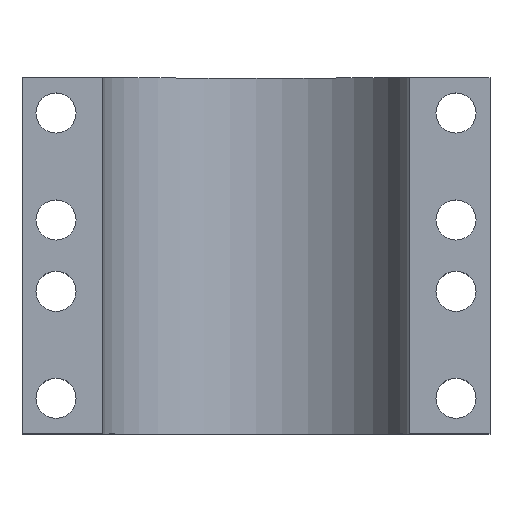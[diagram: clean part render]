
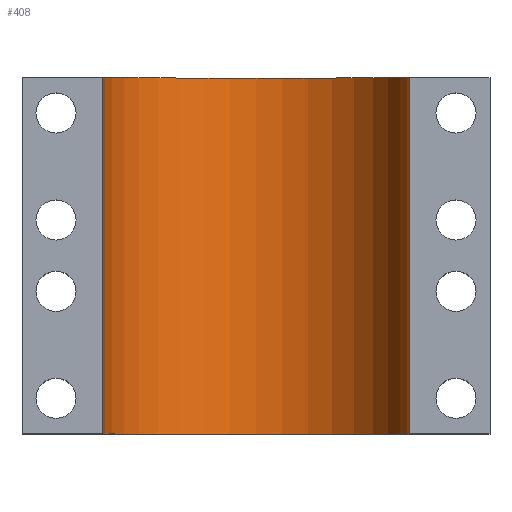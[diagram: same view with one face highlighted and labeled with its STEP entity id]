
A CAD part, top view. The second image highlights one B-rep face of the part: STEP entity #408.
In plain terms, the highlighted cylindrical face has radius 34.5 mm (diameter 69 mm), a partial arc.
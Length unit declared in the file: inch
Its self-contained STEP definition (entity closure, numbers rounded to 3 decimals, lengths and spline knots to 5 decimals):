
#56=FACE_OUTER_BOUND('',#88,.T.);
#88=EDGE_LOOP('',(#347,#348,#349,#350));
#125=LINE('',#668,#159);
#126=LINE('',#674,#160);
#159=VECTOR('',#543,0.3937);
#160=VECTOR('',#550,0.3937);
#178=CIRCLE('',#446,1.35827);
#180=CIRCLE('',#449,1.35827);
#204=VERTEX_POINT('',#633);
#205=VERTEX_POINT('',#635);
#214=VERTEX_POINT('',#654);
#215=VERTEX_POINT('',#656);
#244=EDGE_CURVE('',#204,#205,#178,.T.);
#254=EDGE_CURVE('',#214,#215,#180,.T.);
#261=EDGE_CURVE('',#215,#204,#125,.F.);
#264=EDGE_CURVE('',#205,#214,#126,.F.);
#347=ORIENTED_EDGE('',*,*,#261,.F.);
#348=ORIENTED_EDGE('',*,*,#254,.F.);
#349=ORIENTED_EDGE('',*,*,#264,.F.);
#350=ORIENTED_EDGE('',*,*,#244,.F.);
#391=CYLINDRICAL_SURFACE('',#461,1.35827);
#408=ADVANCED_FACE('',(#56),#391,.F.);
#446=AXIS2_PLACEMENT_3D('',#636,#515,#516);
#449=AXIS2_PLACEMENT_3D('',#657,#529,#530);
#461=AXIS2_PLACEMENT_3D('',#685,#562,#563);
#515=DIRECTION('center_axis',(0.,-1.,0.));
#516=DIRECTION('ref_axis',(1.,0.,0.));
#529=DIRECTION('center_axis',(0.,1.,0.));
#530=DIRECTION('ref_axis',(1.,0.,0.));
#543=DIRECTION('',(0.,-1.,0.));
#550=DIRECTION('',(0.,1.,0.));
#562=DIRECTION('center_axis',(0.,-1.,0.));
#563=DIRECTION('ref_axis',(1.,0.,0.));
#633=CARTESIAN_POINT('',(0.26589,4.31213,-2.93307));
#635=CARTESIAN_POINT('',(2.98214,4.31213,-2.93307));
#636=CARTESIAN_POINT('Origin',(1.62402,4.31213,-2.91339));
#654=CARTESIAN_POINT('',(2.98214,1.16646,-2.93307));
#656=CARTESIAN_POINT('',(0.26589,1.16646,-2.93307));
#657=CARTESIAN_POINT('Origin',(1.62402,1.16646,-2.91339));
#668=CARTESIAN_POINT('',(0.26589,2.74126,-2.93307));
#674=CARTESIAN_POINT('',(2.98214,2.74126,-2.93307));
#685=CARTESIAN_POINT('Origin',(1.62402,2.74126,-2.91339));
